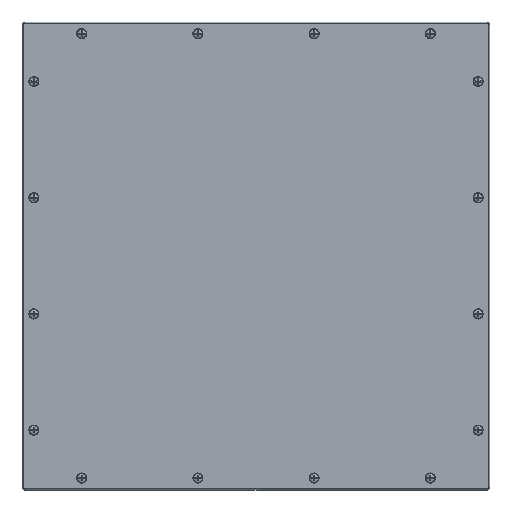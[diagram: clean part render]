
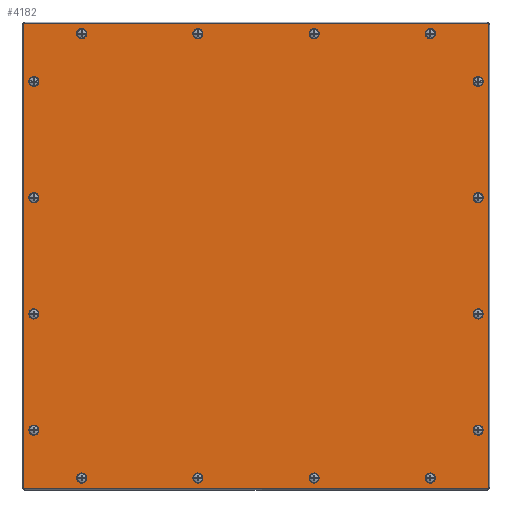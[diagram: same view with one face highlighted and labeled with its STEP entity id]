
A CAD part, top view. The second image highlights one B-rep face of the part: STEP entity #4182.
In plain terms, the highlighted planar face has unit normal (0, 0, 1).
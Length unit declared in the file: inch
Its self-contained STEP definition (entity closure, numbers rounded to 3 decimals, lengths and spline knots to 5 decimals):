
#392=PLANE('',#4493);
#649=LINE('',#7130,#919);
#655=LINE('',#7151,#925);
#659=LINE('',#7162,#929);
#660=LINE('',#7164,#930);
#919=VECTOR('',#5280,19.9375);
#925=VECTOR('',#5300,19.9375);
#929=VECTOR('',#5314,19.9375);
#930=VECTOR('',#5317,19.9375);
#1121=FACE_BOUND('',#1607,.T.);
#1122=FACE_BOUND('',#1608,.T.);
#1123=FACE_BOUND('',#1609,.T.);
#1124=FACE_BOUND('',#1610,.T.);
#1125=FACE_BOUND('',#1611,.T.);
#1126=FACE_BOUND('',#1612,.T.);
#1127=FACE_BOUND('',#1613,.T.);
#1128=FACE_BOUND('',#1614,.T.);
#1129=FACE_BOUND('',#1615,.T.);
#1130=FACE_BOUND('',#1616,.T.);
#1131=FACE_BOUND('',#1617,.T.);
#1132=FACE_BOUND('',#1618,.T.);
#1133=FACE_BOUND('',#1619,.T.);
#1134=FACE_BOUND('',#1620,.T.);
#1135=FACE_BOUND('',#1621,.T.);
#1136=FACE_BOUND('',#1622,.T.);
#1304=FACE_OUTER_BOUND('',#1606,.T.);
#1606=EDGE_LOOP('',(#3359,#3360,#3361,#3362,#3363,#3364,#3365,#3366));
#1607=EDGE_LOOP('',(#3367));
#1608=EDGE_LOOP('',(#3368));
#1609=EDGE_LOOP('',(#3369));
#1610=EDGE_LOOP('',(#3370));
#1611=EDGE_LOOP('',(#3371));
#1612=EDGE_LOOP('',(#3372));
#1613=EDGE_LOOP('',(#3373));
#1614=EDGE_LOOP('',(#3374));
#1615=EDGE_LOOP('',(#3375));
#1616=EDGE_LOOP('',(#3376));
#1617=EDGE_LOOP('',(#3377));
#1618=EDGE_LOOP('',(#3378));
#1619=EDGE_LOOP('',(#3379));
#1620=EDGE_LOOP('',(#3380));
#1621=EDGE_LOOP('',(#3381));
#1622=EDGE_LOOP('',(#3382));
#1822=CIRCLE('',#4430,0.14063);
#1824=CIRCLE('',#4433,0.14063);
#1826=CIRCLE('',#4436,0.14063);
#1828=CIRCLE('',#4439,0.14063);
#1830=CIRCLE('',#4442,0.14063);
#1832=CIRCLE('',#4445,0.14063);
#1834=CIRCLE('',#4448,0.14063);
#1836=CIRCLE('',#4451,0.14063);
#1838=CIRCLE('',#4454,0.14063);
#1840=CIRCLE('',#4457,0.14063);
#1842=CIRCLE('',#4460,0.14063);
#1844=CIRCLE('',#4463,0.14063);
#1846=CIRCLE('',#4466,0.14063);
#1848=CIRCLE('',#4469,0.14063);
#1850=CIRCLE('',#4472,0.14063);
#1852=CIRCLE('',#4475,0.14063);
#1853=CIRCLE('',#4477,0.03125);
#1858=CIRCLE('',#4485,0.03125);
#1859=CIRCLE('',#4488,0.03125);
#1860=CIRCLE('',#4490,0.03125);
#2096=VERTEX_POINT('',#7039);
#2098=VERTEX_POINT('',#7044);
#2100=VERTEX_POINT('',#7049);
#2102=VERTEX_POINT('',#7054);
#2104=VERTEX_POINT('',#7059);
#2106=VERTEX_POINT('',#7064);
#2108=VERTEX_POINT('',#7069);
#2110=VERTEX_POINT('',#7074);
#2112=VERTEX_POINT('',#7079);
#2114=VERTEX_POINT('',#7084);
#2116=VERTEX_POINT('',#7089);
#2118=VERTEX_POINT('',#7094);
#2120=VERTEX_POINT('',#7099);
#2122=VERTEX_POINT('',#7104);
#2124=VERTEX_POINT('',#7109);
#2126=VERTEX_POINT('',#7114);
#2127=VERTEX_POINT('',#7117);
#2128=VERTEX_POINT('',#7118);
#2132=VERTEX_POINT('',#7128);
#2138=VERTEX_POINT('',#7144);
#2139=VERTEX_POINT('',#7145);
#2140=VERTEX_POINT('',#7150);
#2141=VERTEX_POINT('',#7154);
#2142=VERTEX_POINT('',#7158);
#2532=EDGE_CURVE('',#2096,#2096,#1822,.T.);
#2534=EDGE_CURVE('',#2098,#2098,#1824,.T.);
#2536=EDGE_CURVE('',#2100,#2100,#1826,.T.);
#2538=EDGE_CURVE('',#2102,#2102,#1828,.T.);
#2540=EDGE_CURVE('',#2104,#2104,#1830,.T.);
#2542=EDGE_CURVE('',#2106,#2106,#1832,.T.);
#2544=EDGE_CURVE('',#2108,#2108,#1834,.T.);
#2546=EDGE_CURVE('',#2110,#2110,#1836,.T.);
#2548=EDGE_CURVE('',#2112,#2112,#1838,.T.);
#2550=EDGE_CURVE('',#2114,#2114,#1840,.T.);
#2552=EDGE_CURVE('',#2116,#2116,#1842,.T.);
#2554=EDGE_CURVE('',#2118,#2118,#1844,.T.);
#2556=EDGE_CURVE('',#2120,#2120,#1846,.T.);
#2558=EDGE_CURVE('',#2122,#2122,#1848,.T.);
#2560=EDGE_CURVE('',#2124,#2124,#1850,.T.);
#2562=EDGE_CURVE('',#2126,#2126,#1852,.T.);
#2563=EDGE_CURVE('',#2127,#2128,#1853,.T.);
#2569=EDGE_CURVE('',#2132,#2127,#649,.T.);
#2576=EDGE_CURVE('',#2138,#2139,#1858,.T.);
#2579=EDGE_CURVE('',#2139,#2140,#655,.T.);
#2581=EDGE_CURVE('',#2140,#2141,#1859,.T.);
#2583=EDGE_CURVE('',#2142,#2132,#1860,.T.);
#2585=EDGE_CURVE('',#2141,#2142,#659,.T.);
#2586=EDGE_CURVE('',#2128,#2138,#660,.T.);
#3359=ORIENTED_EDGE('',*,*,#2563,.F.);
#3360=ORIENTED_EDGE('',*,*,#2569,.F.);
#3361=ORIENTED_EDGE('',*,*,#2583,.F.);
#3362=ORIENTED_EDGE('',*,*,#2585,.F.);
#3363=ORIENTED_EDGE('',*,*,#2581,.F.);
#3364=ORIENTED_EDGE('',*,*,#2579,.F.);
#3365=ORIENTED_EDGE('',*,*,#2576,.F.);
#3366=ORIENTED_EDGE('',*,*,#2586,.F.);
#3367=ORIENTED_EDGE('',*,*,#2532,.T.);
#3368=ORIENTED_EDGE('',*,*,#2534,.T.);
#3369=ORIENTED_EDGE('',*,*,#2536,.T.);
#3370=ORIENTED_EDGE('',*,*,#2538,.T.);
#3371=ORIENTED_EDGE('',*,*,#2540,.T.);
#3372=ORIENTED_EDGE('',*,*,#2542,.T.);
#3373=ORIENTED_EDGE('',*,*,#2544,.T.);
#3374=ORIENTED_EDGE('',*,*,#2546,.T.);
#3375=ORIENTED_EDGE('',*,*,#2548,.T.);
#3376=ORIENTED_EDGE('',*,*,#2550,.T.);
#3377=ORIENTED_EDGE('',*,*,#2552,.T.);
#3378=ORIENTED_EDGE('',*,*,#2554,.T.);
#3379=ORIENTED_EDGE('',*,*,#2556,.T.);
#3380=ORIENTED_EDGE('',*,*,#2558,.T.);
#3381=ORIENTED_EDGE('',*,*,#2560,.T.);
#3382=ORIENTED_EDGE('',*,*,#2562,.T.);
#4182=ADVANCED_FACE('',(#1304,#1121,#1122,#1123,#1124,#1125,#1126,#1127,
#1128,#1129,#1130,#1131,#1132,#1133,#1134,#1135,#1136),#392,.T.);
#4430=AXIS2_PLACEMENT_3D('',#7040,#5176,#5177);
#4433=AXIS2_PLACEMENT_3D('',#7045,#5182,#5183);
#4436=AXIS2_PLACEMENT_3D('',#7050,#5188,#5189);
#4439=AXIS2_PLACEMENT_3D('',#7055,#5194,#5195);
#4442=AXIS2_PLACEMENT_3D('',#7060,#5200,#5201);
#4445=AXIS2_PLACEMENT_3D('',#7065,#5206,#5207);
#4448=AXIS2_PLACEMENT_3D('',#7070,#5212,#5213);
#4451=AXIS2_PLACEMENT_3D('',#7075,#5218,#5219);
#4454=AXIS2_PLACEMENT_3D('',#7080,#5224,#5225);
#4457=AXIS2_PLACEMENT_3D('',#7085,#5230,#5231);
#4460=AXIS2_PLACEMENT_3D('',#7090,#5236,#5237);
#4463=AXIS2_PLACEMENT_3D('',#7095,#5242,#5243);
#4466=AXIS2_PLACEMENT_3D('',#7100,#5248,#5249);
#4469=AXIS2_PLACEMENT_3D('',#7105,#5254,#5255);
#4472=AXIS2_PLACEMENT_3D('',#7110,#5260,#5261);
#4475=AXIS2_PLACEMENT_3D('',#7115,#5266,#5267);
#4477=AXIS2_PLACEMENT_3D('',#7119,#5270,#5271);
#4485=AXIS2_PLACEMENT_3D('',#7146,#5294,#5295);
#4488=AXIS2_PLACEMENT_3D('',#7155,#5304,#5305);
#4490=AXIS2_PLACEMENT_3D('',#7159,#5309,#5310);
#4493=AXIS2_PLACEMENT_3D('',#7165,#5318,#5319);
#5176=DIRECTION('center_axis',(0.,0.,-1.));
#5177=DIRECTION('ref_axis',(-1.,0.,0.));
#5182=DIRECTION('center_axis',(0.,0.,-1.));
#5183=DIRECTION('ref_axis',(-1.,0.,0.));
#5188=DIRECTION('center_axis',(0.,0.,-1.));
#5189=DIRECTION('ref_axis',(-1.,0.,0.));
#5194=DIRECTION('center_axis',(0.,0.,-1.));
#5195=DIRECTION('ref_axis',(-1.,0.,0.));
#5200=DIRECTION('center_axis',(0.,0.,-1.));
#5201=DIRECTION('ref_axis',(-1.,0.,0.));
#5206=DIRECTION('center_axis',(0.,0.,-1.));
#5207=DIRECTION('ref_axis',(-1.,0.,0.));
#5212=DIRECTION('center_axis',(0.,0.,-1.));
#5213=DIRECTION('ref_axis',(-1.,0.,0.));
#5218=DIRECTION('center_axis',(0.,0.,-1.));
#5219=DIRECTION('ref_axis',(-1.,0.,0.));
#5224=DIRECTION('center_axis',(0.,0.,-1.));
#5225=DIRECTION('ref_axis',(-1.,0.,0.));
#5230=DIRECTION('center_axis',(0.,0.,-1.));
#5231=DIRECTION('ref_axis',(-1.,0.,0.));
#5236=DIRECTION('center_axis',(0.,0.,-1.));
#5237=DIRECTION('ref_axis',(-1.,0.,0.));
#5242=DIRECTION('center_axis',(0.,0.,-1.));
#5243=DIRECTION('ref_axis',(-1.,0.,0.));
#5248=DIRECTION('center_axis',(0.,0.,-1.));
#5249=DIRECTION('ref_axis',(-1.,0.,0.));
#5254=DIRECTION('center_axis',(0.,0.,-1.));
#5255=DIRECTION('ref_axis',(-1.,0.,0.));
#5260=DIRECTION('center_axis',(0.,0.,-1.));
#5261=DIRECTION('ref_axis',(-1.,0.,0.));
#5266=DIRECTION('center_axis',(0.,0.,-1.));
#5267=DIRECTION('ref_axis',(-1.,0.,0.));
#5270=DIRECTION('center_axis',(0.,0.,-1.));
#5271=DIRECTION('ref_axis',(0.707,-0.707,0.));
#5280=DIRECTION('',(0.,-1.,0.));
#5294=DIRECTION('center_axis',(0.,0.,-1.));
#5295=DIRECTION('ref_axis',(-0.707,-0.707,0.));
#5300=DIRECTION('',(0.,1.,0.));
#5304=DIRECTION('center_axis',(0.,0.,-1.));
#5305=DIRECTION('ref_axis',(-0.707,0.707,0.));
#5309=DIRECTION('center_axis',(0.,0.,-1.));
#5310=DIRECTION('ref_axis',(0.707,0.707,0.));
#5314=DIRECTION('',(1.,0.,0.));
#5317=DIRECTION('',(-1.,0.,0.));
#5318=DIRECTION('center_axis',(0.,0.,1.));
#5319=DIRECTION('ref_axis',(1.,0.,0.));
#7039=CARTESIAN_POINT('',(-9.42188,-7.5,0.074));
#7040=CARTESIAN_POINT('Origin',(-9.5625,-7.5,0.074));
#7044=CARTESIAN_POINT('',(9.70313,-7.5,0.074));
#7045=CARTESIAN_POINT('Origin',(9.5625,-7.5,0.074));
#7049=CARTESIAN_POINT('',(-9.42188,-2.5,0.074));
#7050=CARTESIAN_POINT('Origin',(-9.5625,-2.5,0.074));
#7054=CARTESIAN_POINT('',(9.70313,-2.5,0.074));
#7055=CARTESIAN_POINT('Origin',(9.5625,-2.5,0.074));
#7059=CARTESIAN_POINT('',(-9.42188,2.5,0.074));
#7060=CARTESIAN_POINT('Origin',(-9.5625,2.5,0.074));
#7064=CARTESIAN_POINT('',(9.70313,2.5,0.074));
#7065=CARTESIAN_POINT('Origin',(9.5625,2.5,0.074));
#7069=CARTESIAN_POINT('',(7.64063,9.5625,0.074));
#7070=CARTESIAN_POINT('Origin',(7.5,9.5625,0.074));
#7074=CARTESIAN_POINT('',(7.64063,-9.5625,0.074));
#7075=CARTESIAN_POINT('Origin',(7.5,-9.5625,0.074));
#7079=CARTESIAN_POINT('',(2.64063,9.5625,0.074));
#7080=CARTESIAN_POINT('Origin',(2.5,9.5625,0.074));
#7084=CARTESIAN_POINT('',(2.64063,-9.5625,0.074));
#7085=CARTESIAN_POINT('Origin',(2.5,-9.5625,0.074));
#7089=CARTESIAN_POINT('',(-2.35938,9.5625,0.074));
#7090=CARTESIAN_POINT('Origin',(-2.5,9.5625,0.074));
#7094=CARTESIAN_POINT('',(-2.35937,-9.5625,0.074));
#7095=CARTESIAN_POINT('Origin',(-2.5,-9.5625,0.074));
#7099=CARTESIAN_POINT('',(-9.42188,7.5,0.074));
#7100=CARTESIAN_POINT('Origin',(-9.5625,7.5,0.074));
#7104=CARTESIAN_POINT('',(9.70313,7.5,0.074));
#7105=CARTESIAN_POINT('Origin',(9.5625,7.5,0.074));
#7109=CARTESIAN_POINT('',(-7.35938,9.5625,0.074));
#7110=CARTESIAN_POINT('Origin',(-7.5,9.5625,0.074));
#7114=CARTESIAN_POINT('',(-7.35937,-9.5625,0.074));
#7115=CARTESIAN_POINT('Origin',(-7.5,-9.5625,0.074));
#7117=CARTESIAN_POINT('',(10.,-9.96875,0.074));
#7118=CARTESIAN_POINT('',(9.96875,-10.,0.074));
#7119=CARTESIAN_POINT('Origin',(9.96875,-9.96875,0.074));
#7128=CARTESIAN_POINT('',(10.,9.96875,0.074));
#7130=CARTESIAN_POINT('',(10.,10.,0.074));
#7144=CARTESIAN_POINT('',(-9.96875,-10.,0.074));
#7145=CARTESIAN_POINT('',(-10.,-9.96875,0.074));
#7146=CARTESIAN_POINT('Origin',(-9.96875,-9.96875,0.074));
#7150=CARTESIAN_POINT('',(-10.,9.96875,0.074));
#7151=CARTESIAN_POINT('',(-10.,-10.,0.074));
#7154=CARTESIAN_POINT('',(-9.96875,10.,0.074));
#7155=CARTESIAN_POINT('Origin',(-9.96875,9.96875,0.074));
#7158=CARTESIAN_POINT('',(9.96875,10.,0.074));
#7159=CARTESIAN_POINT('Origin',(9.96875,9.96875,0.074));
#7162=CARTESIAN_POINT('',(-10.,10.,0.074));
#7164=CARTESIAN_POINT('',(10.,-10.,0.074));
#7165=CARTESIAN_POINT('Origin',(0.,0.,0.074));
